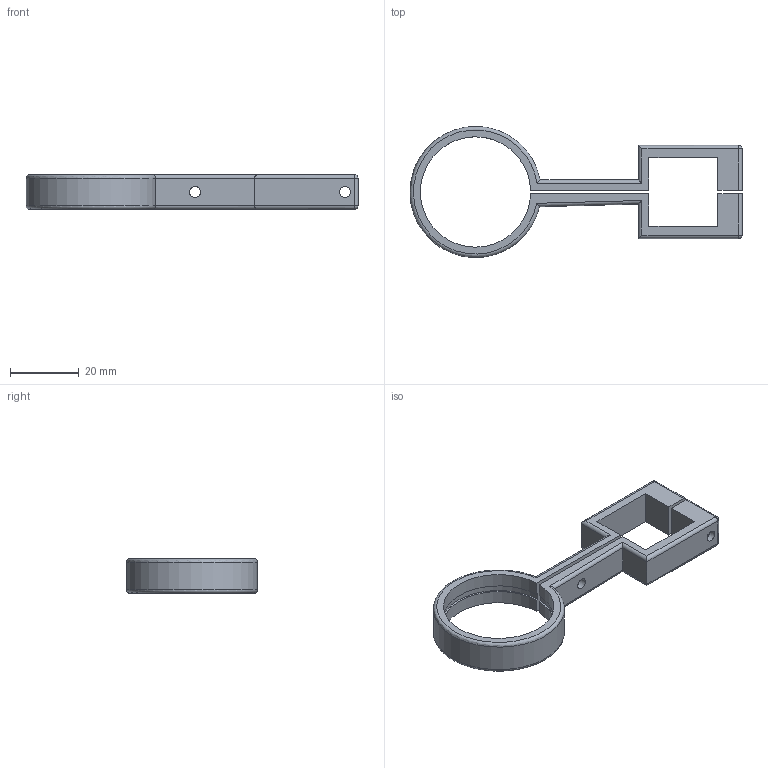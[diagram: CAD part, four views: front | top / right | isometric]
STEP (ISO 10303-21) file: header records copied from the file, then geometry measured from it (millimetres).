
FILE_DESCRIPTION(('FreeCAD Model'),'2;1');
FILE_NAME('Open CASCADE Shape Model','2023-06-14T22:46:29',('Author'),( ''),'Open CASCADE STEP processor 7.5','FreeCAD','Unknown');
FILE_SCHEMA(('AUTOMOTIVE_DESIGN { 1 0 10303 214 1 1 1 1 }'));
Length unit declared in the file: millimetre
Products named in the file (1): Hals
Bounding box: 96.25 x 37.99 x 10 mm (x, y, z)
Volume: 8589 mm3; surface area: 7283.2 mm2
Topology: 1 solids, 1 shells, 55 faces, 138 edges, 81 vertices
Faces by surface type: cylinder 27, plane 22, sphere 4, torus 2
Full cylindrical faces by diameter (mm): 3.2 x5
Entity records: 1697 total; most frequent: CARTESIAN_POINT 347, DIRECTION 285, ORIENTED_EDGE 268, EDGE_CURVE 134, AXIS2_PLACEMENT_3D 99, LINE 87, VECTOR 87, VERTEX_POINT 81
